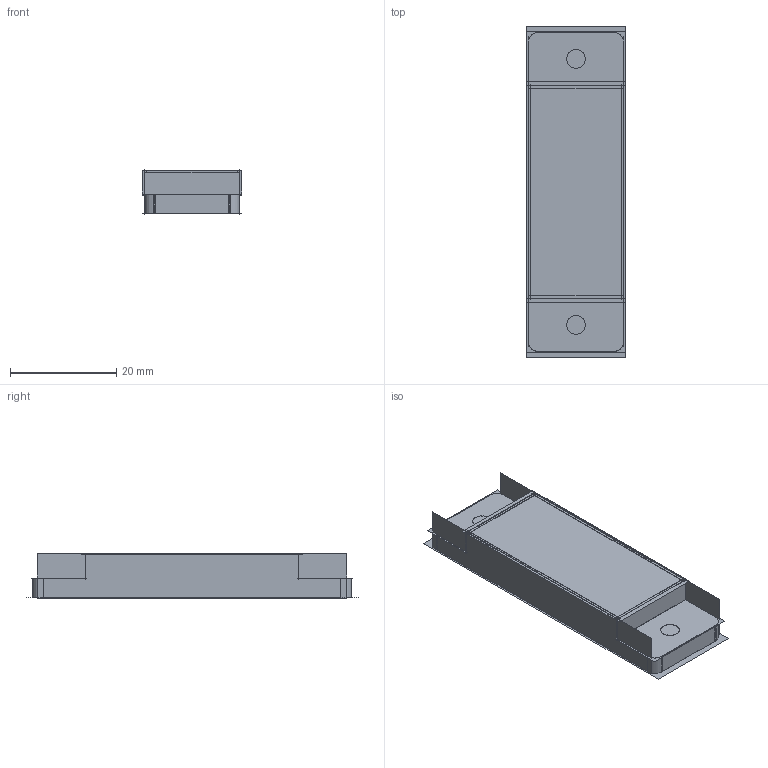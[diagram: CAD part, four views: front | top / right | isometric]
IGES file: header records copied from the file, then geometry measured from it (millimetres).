
Start section:  PTC IGES file: 158495_sm01.igs
Global section: file name: 158495_sm01.igs; native system: Creo Parametric by PTC Inc.; preprocessor: 2022414; author: banengservice; organization: Unknown; date: 20250318.121630; units: millimetre
Bounding box: 18.72 x 62.4 x 8.32 mm (x, y, z)
Volume: 6774.9 mm3; surface area: 14311.9 mm2
Topology: 1 solids, 1 shells, 46 faces, 228 edges, 284 vertices
Faces by surface type: bspline 30, revolution 16
